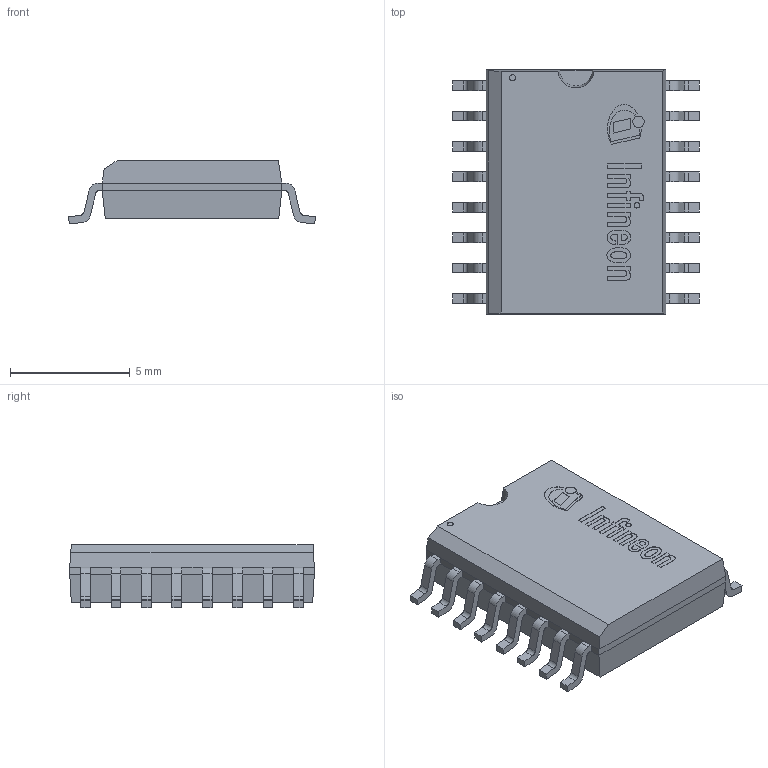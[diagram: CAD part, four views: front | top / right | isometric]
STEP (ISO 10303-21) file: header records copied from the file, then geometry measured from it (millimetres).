
FILE_DESCRIPTION(/* description */ (''),/* implementation_level */ '2;1');
FILE_NAME(/* name */ 'PG-DSO-16-904_Z8B00210045_V01_3D.stp',/* time_stamp */ '2023-09-04T16:35:35+05:00',/* author */ ('Subramani'),/* organization */ (''),/* preprocessor_version */ 'ST-DEVELOPER v16.13',/* originating_system */ 'AutoCAD Mechanical',/* authorisation */ '');
FILE_SCHEMA (('AUTOMOTIVE_DESIGN { 1 0 10303 214 3 1 1 }'));
Length unit declared in the file: millimetre
Products named in the file (1): Product
Bounding box: 10.31 x 10.21 x 2.65 mm (x, y, z)
Volume: 186.4 mm3; surface area: 601.2 mm2
Topology: 32 solids, 32 shells, 367 faces, 906 edges, 604 vertices
Faces by surface type: plane 276, cylinder 70, bspline 20, cone 1
Full cylindrical faces by diameter (mm): 0.227 x1, 0.25 x2, 0.476 x1
Entity records: 10910 total; most frequent: CARTESIAN_POINT 2230, ORIENTED_EDGE 1804, DIRECTION 1698, EDGE_CURVE 902, LINE 718, VECTOR 718, VERTEX_POINT 604, AXIS2_PLACEMENT_3D 490
